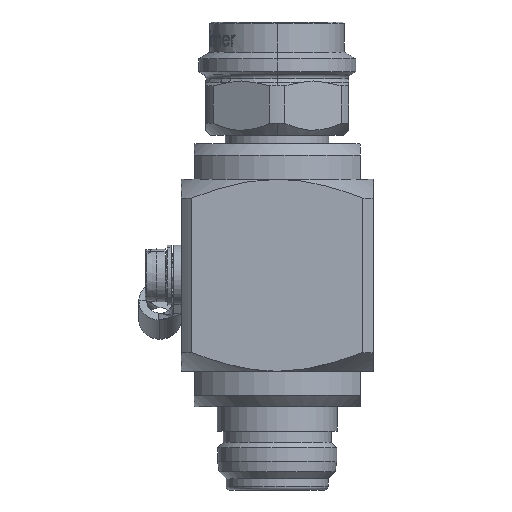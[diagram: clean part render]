
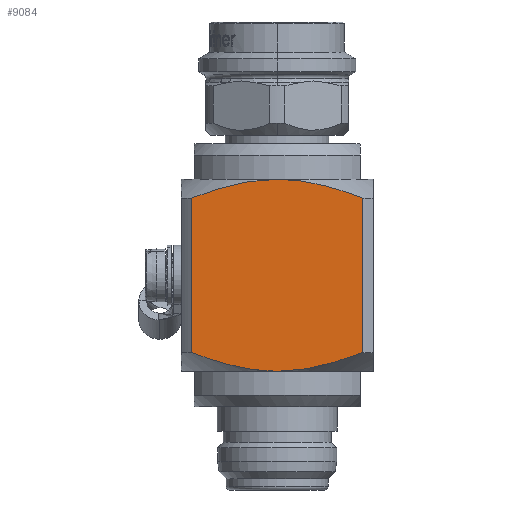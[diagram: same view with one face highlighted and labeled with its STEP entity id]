
A CAD part, front view. The second image highlights one B-rep face of the part: STEP entity #9084.
In plain terms, the highlighted planar face has unit normal (0, -1, 0).
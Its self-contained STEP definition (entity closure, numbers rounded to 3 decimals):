
#941 = CARTESIAN_POINT ( 'NONE',  ( 9.474, -12.7, -21.605 ) ) ;
#2181 = CARTESIAN_POINT ( 'NONE',  ( -7.63, -12.7, -21.01 ) ) ;
#2482 = VERTEX_POINT ( 'NONE', #18543 ) ;
#2852 = EDGE_CURVE ( 'NONE', #11636, #17065, #30384, .T. ) ;
#2888 = CARTESIAN_POINT ( 'NONE',  ( -11.301, -12.7, -42.717 ) ) ;
#2976 = DIRECTION ( 'NONE',  ( 0., 0., -1. ) ) ;
#3497 = CARTESIAN_POINT ( 'NONE',  ( 6.685, -12.7, -20.739 ) ) ;
#4716 = CARTESIAN_POINT ( 'NONE',  ( -10.395, -12.7, -21.935 ) ) ;
#5414 = CARTESIAN_POINT ( 'NONE',  ( -6.7, -12.7, -44.257 ) ) ;
#5682 = CARTESIAN_POINT ( 'NONE',  ( -11.301, -12.7, -42.717 ) ) ;
#6022 = CARTESIAN_POINT ( 'NONE',  ( 3.857, -12.7, -20.112 ) ) ;
#7379 = CARTESIAN_POINT ( 'NONE',  ( 0.977, -12.7, -45.2 ) ) ;
#7848 = CARTESIAN_POINT ( 'NONE',  ( -10.395, -12.7, -43.065 ) ) ;
#7959 = CARTESIAN_POINT ( 'NONE',  ( -3.872, -12.7, -44.886 ) ) ;
#8328 = AXIS2_PLACEMENT_3D ( 'NONE', #14615, #32468, #17162 ) ;
#8586 = CARTESIAN_POINT ( 'NONE',  ( 0.977, -12.7, -19.8 ) ) ;
#9027 = CARTESIAN_POINT ( 'NONE',  ( 0., -12.7, -45.2 ) ) ;
#9084 = ADVANCED_FACE ( 'NONE', ( #29751 ), #17051, .T. ) ;
#9150 = ORIENTED_EDGE ( 'NONE', *, *, #21356, .T. ) ;
#9551 = EDGE_CURVE ( 'NONE', #25888, #24912, #32182, .T. ) ;
#9934 = CARTESIAN_POINT ( 'NONE',  ( 3.857, -12.7, -44.888 ) ) ;
#9988 = ORIENTED_EDGE ( 'NONE', *, *, #24715, .T. ) ;
#10162 = EDGE_LOOP ( 'NONE', ( #13197, #9988, #17861, #24267, #9150, #10470 ) ) ;
#10470 = ORIENTED_EDGE ( 'NONE', *, *, #12005, .T. ) ;
#10510 = CARTESIAN_POINT ( 'NONE',  ( -1.948, -12.7, -45.12 ) ) ;
#10946 = VERTEX_POINT ( 'NONE', #27341 ) ;
#11636 = VERTEX_POINT ( 'NONE', #5682 ) ;
#12005 = EDGE_CURVE ( 'NONE', #2482, #25888, #21266, .T. ) ;
#12257 = CARTESIAN_POINT ( 'NONE',  ( -1.948, -12.7, -19.88 ) ) ;
#12484 = CARTESIAN_POINT ( 'NONE',  ( 6.685, -12.7, -44.261 ) ) ;
#12973 = CARTESIAN_POINT ( 'NONE',  ( -9.478, -12.7, -43.394 ) ) ;
#13075 = CARTESIAN_POINT ( 'NONE',  ( -0.485, -12.7, -45.2 ) ) ;
#13197 = ORIENTED_EDGE ( 'NONE', *, *, #9551, .T. ) ;
#13831 = LINE ( 'NONE', #18258, #27400 ) ;
#14615 = CARTESIAN_POINT ( 'NONE',  ( -12.7, -12.7, -45.2 ) ) ;
#14818 = CARTESIAN_POINT ( 'NONE',  ( -3.872, -12.7, -20.114 ) ) ;
#15048 = CARTESIAN_POINT ( 'NONE',  ( 9.474, -12.7, -43.395 ) ) ;
#15562 = EDGE_CURVE ( 'NONE', #10946, #11636, #13831, .T. ) ;
#15688 = CARTESIAN_POINT ( 'NONE',  ( 0., -12.7, -19.8 ) ) ;
#16135 = CARTESIAN_POINT ( 'NONE',  ( 11.301, -12.7, -22.283 ) ) ;
#17051 = PLANE ( 'NONE',  #8328 ) ;
#17065 = VERTEX_POINT ( 'NONE', #9027 ) ;
#17162 = DIRECTION ( 'NONE',  ( 1., 0., 0. ) ) ;
#17360 = CARTESIAN_POINT ( 'NONE',  ( -6.7, -12.7, -20.743 ) ) ;
#17605 = CARTESIAN_POINT ( 'NONE',  ( 11.301, -12.7, -42.717 ) ) ;
#17861 = ORIENTED_EDGE ( 'NONE', *, *, #15562, .T. ) ;
#18258 = CARTESIAN_POINT ( 'NONE',  ( -11.301, -12.7, -17.211 ) ) ;
#18543 = CARTESIAN_POINT ( 'NONE',  ( 11.301, -12.7, -42.717 ) ) ;
#18695 = CARTESIAN_POINT ( 'NONE',  ( 7.618, -12.7, -21.006 ) ) ;
#19928 = CARTESIAN_POINT ( 'NONE',  ( -9.478, -12.7, -21.606 ) ) ;
#20629 = CARTESIAN_POINT ( 'NONE',  ( -7.63, -12.7, -43.99 ) ) ;
#21263 = CARTESIAN_POINT ( 'NONE',  ( 4.804, -12.7, -20.292 ) ) ;
#21266 = LINE ( 'NONE', #21774, #27263 ) ;
#21356 = EDGE_CURVE ( 'NONE', #17065, #2482, #22904, .T. ) ;
#21774 = CARTESIAN_POINT ( 'NONE',  ( 11.301, -12.7, -17.211 ) ) ;
#22378 = CARTESIAN_POINT ( 'NONE',  ( 0., -12.7, -19.8 ) ) ;
#22487 = CARTESIAN_POINT ( 'NONE',  ( -11.301, -12.7, -22.283 ) ) ;
#22601 = CARTESIAN_POINT ( 'NONE',  ( 0., -12.7, -45.2 ) ) ;
#22904 = B_SPLINE_CURVE_WITH_KNOTS ( 'NONE', 3,
 ( #22601, #7379, #25179, #9934, #27745, #12484, #30328, #15048, #32902, #17605 ),
 .UNSPECIFIED., .F., .F.,
 ( 4, 2, 2, 2, 4 ),
 ( 0.027, 0.029, 0.032, 0.035, 0.038 ),
 .UNSPECIFIED. ) ;
#23198 = CARTESIAN_POINT ( 'NONE',  ( -4.82, -12.7, -44.705 ) ) ;
#23807 = CARTESIAN_POINT ( 'NONE',  ( 1.943, -12.7, -19.866 ) ) ;
#24267 = ORIENTED_EDGE ( 'NONE', *, *, #2852, .T. ) ;
#24332 = DIRECTION ( 'NONE',  ( 0., 0., 1. ) ) ;
#24715 = EDGE_CURVE ( 'NONE', #24912, #10946, #26589, .T. ) ;
#24912 = VERTEX_POINT ( 'NONE', #15688 ) ;
#24946 = CARTESIAN_POINT ( 'NONE',  ( -0.485, -12.7, -19.8 ) ) ;
#25179 = CARTESIAN_POINT ( 'NONE',  ( 1.943, -12.7, -45.134 ) ) ;
#25784 = CARTESIAN_POINT ( 'NONE',  ( -2.431, -12.7, -45.072 ) ) ;
#25888 = VERTEX_POINT ( 'NONE', #29212 ) ;
#26396 = CARTESIAN_POINT ( 'NONE',  ( 0., -12.7, -19.8 ) ) ;
#26589 = B_SPLINE_CURVE_WITH_KNOTS ( 'NONE', 3,
 ( #22378, #24946, #27521, #12257, #30102, #14818, #32665, #17360, #2181, #19928, #4716, #22487 ),
 .UNSPECIFIED., .F., .F.,
 ( 4, 2, 2, 2, 2, 4 ),
 ( 0.046, 0.048, 0.049, 0.052, 0.055, 0.058 ),
 .UNSPECIFIED. ) ;
#27263 = VECTOR ( 'NONE', #24332, 1000. ) ;
#27341 = CARTESIAN_POINT ( 'NONE',  ( -11.301, -12.7, -22.283 ) ) ;
#27400 = VECTOR ( 'NONE', #2976, 1000. ) ;
#27521 = CARTESIAN_POINT ( 'NONE',  ( -0.974, -12.7, -19.816 ) ) ;
#27745 = CARTESIAN_POINT ( 'NONE',  ( 4.804, -12.7, -44.708 ) ) ;
#28345 = CARTESIAN_POINT ( 'NONE',  ( -0.974, -12.7, -45.184 ) ) ;
#29212 = CARTESIAN_POINT ( 'NONE',  ( 11.301, -12.7, -22.283 ) ) ;
#29751 = FACE_OUTER_BOUND ( 'NONE', #10162, .T. ) ;
#30102 = CARTESIAN_POINT ( 'NONE',  ( -2.431, -12.7, -19.928 ) ) ;
#30328 = CARTESIAN_POINT ( 'NONE',  ( 7.618, -12.7, -43.994 ) ) ;
#30384 = B_SPLINE_CURVE_WITH_KNOTS ( 'NONE', 3,
 ( #2888, #7848, #12973, #20629, #5414, #23198, #7959, #25784, #10510, #28345, #13075, #30910 ),
 .UNSPECIFIED., .F., .F.,
 ( 4, 2, 2, 2, 2, 4 ),
 ( 0.015, 0.018, 0.021, 0.024, 0.025, 0.027 ),
 .UNSPECIFIED. ) ;
#30910 = CARTESIAN_POINT ( 'NONE',  ( 0., -12.7, -45.2 ) ) ;
#31407 = CARTESIAN_POINT ( 'NONE',  ( 10.394, -12.7, -21.934 ) ) ;
#32182 = B_SPLINE_CURVE_WITH_KNOTS ( 'NONE', 3,
 ( #16135, #31407, #941, #18695, #3497, #21263, #6022, #23807, #8586, #26396 ),
 .UNSPECIFIED., .F., .F.,
 ( 4, 2, 2, 2, 4 ),
 ( 0.035, 0.038, 0.04, 0.043, 0.046 ),
 .UNSPECIFIED. ) ;
#32468 = DIRECTION ( 'NONE',  ( 0., -1., 0. ) ) ;
#32665 = CARTESIAN_POINT ( 'NONE',  ( -4.82, -12.7, -20.295 ) ) ;
#32902 = CARTESIAN_POINT ( 'NONE',  ( 10.394, -12.7, -43.066 ) ) ;
